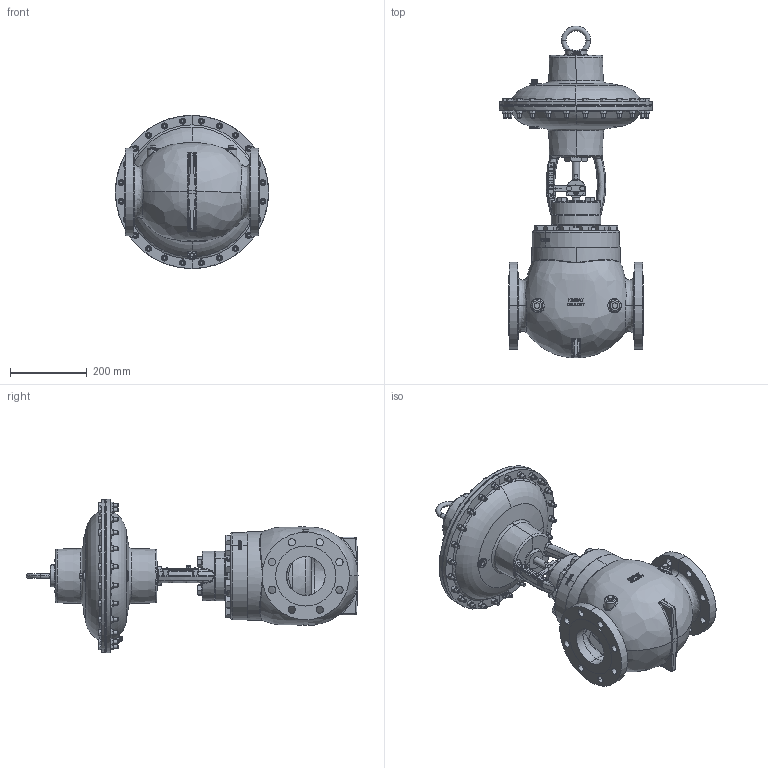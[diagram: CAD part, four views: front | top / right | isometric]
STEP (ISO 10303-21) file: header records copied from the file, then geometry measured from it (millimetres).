
FILE_DESCRIPTION (( 'STEP AP203' ), '1' );
FILE_NAME ('4 INCH HPMV PB 150RF (EQA).STEP', '2015-08-04T17:21:55', ( 'PCTech' ), ( 'Microsoft' ), 'SwSTEP 2.0', 'SolidWorks 2015', '' );
FILE_SCHEMA (( 'CONFIG_CONTROL_DESIGN' ));
Length unit declared in the file: inch
Products named in the file (1): 4 INCH HPMV PB 150RF (EQA)
Bounding box: 400.05 x 867.49 x 400.05 mm (x, y, z)
Volume: 24062062.5 mm3; surface area: 1434963.2 mm2
Topology: 2 solids, 2 shells, 3461 faces, 8705 edges, 5458 vertices
Faces by surface type: plane 1458, bspline 770, cone 713, cylinder 381, torus 88, sphere 51
Entity records: 230411 total; most frequent: CARTESIAN_POINT 156281, ORIENTED_EDGE 17274, DIRECTION 12194, EDGE_CURVE 8637, VERTEX_POINT 5458, AXIS2_PLACEMENT_3D 4621, EDGE_LOOP 3871, B_SPLINE_CURVE_WITH_KNOTS 3685
